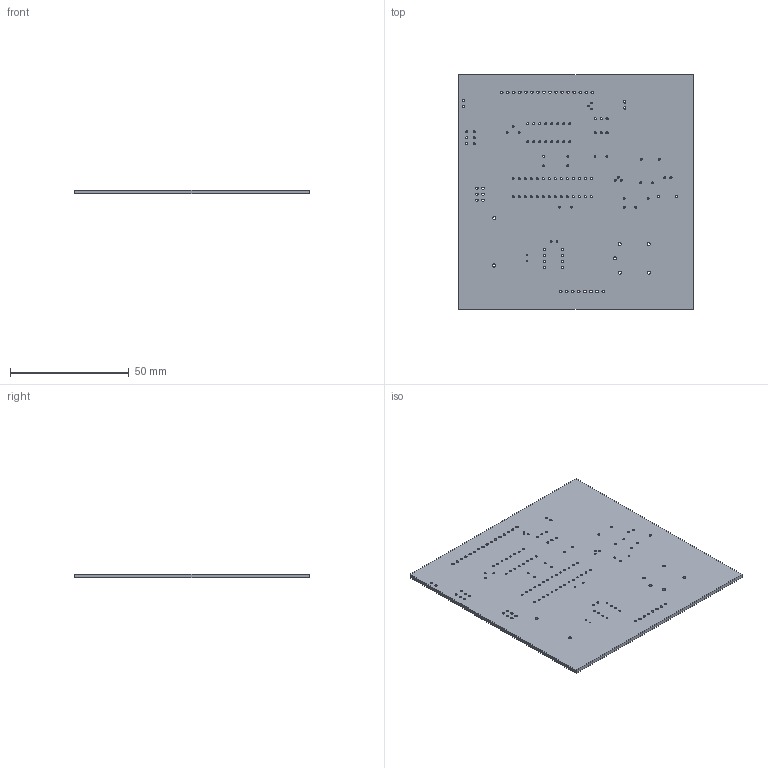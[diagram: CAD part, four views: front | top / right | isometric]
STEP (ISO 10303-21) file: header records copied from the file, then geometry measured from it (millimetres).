
FILE_DESCRIPTION(('KiCad electronic assembly'),'2;1');
FILE_NAME('C4-Clock.step','2022-04-28T20:55:26',('Pcbnew'),('Kicad'), 'Open CASCADE STEP processor 7.6','KiCad to STEP converter','Unknown' );
FILE_SCHEMA(('AUTOMOTIVE_DESIGN { 1 0 10303 214 1 1 1 1 }'));
Length unit declared in the file: millimetre
Products named in the file (2): C4-Clock 1; C4-Clock PCB
Assembly tree (1 placements, depth 2):
  C4-Clock 1
    C4-Clock PCB
Bounding box: 99 x 99 x 1.6 mm (x, y, z)
Volume: 15544.5 mm3; surface area: 20673.5 mm2
Topology: 1 solids, 1 shells, 144 faces, 426 edges, 284 vertices
Faces by surface type: cylinder 138, plane 6
Full cylindrical faces by diameter (mm): 0.5 x2, 0.75 x6, 0.8 x77, 0.9 x10, 1 x36, 1.3 x7
Entity records: 11951 total; most frequent: CARTESIAN_POINT 3364, DIRECTION 1570, ORIENTED_EDGE 852, PCURVE 852, DEFINITIONAL_REPRESENTATION 852, LINE 726, VECTOR 726, EDGE_CURVE 426
